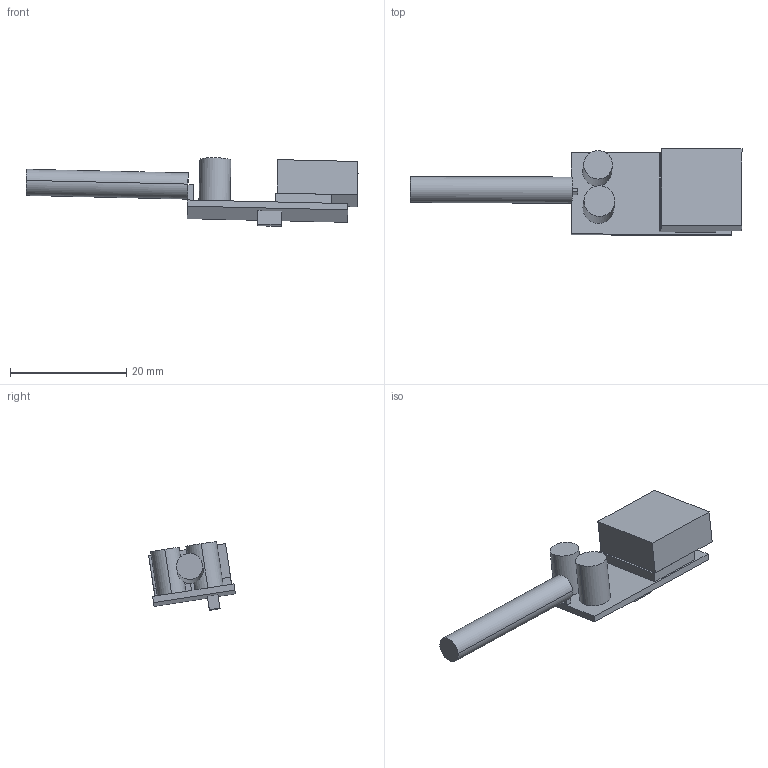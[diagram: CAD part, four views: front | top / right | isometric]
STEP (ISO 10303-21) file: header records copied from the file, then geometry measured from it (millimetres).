
FILE_DESCRIPTION(('CATIA V5 STEP Exchange'),'2;1');
FILE_NAME('pcb.stp','2014-07-14T13:53:05+00:00',('none'),('none'),'CATIA Version 5 Release 19 SP 2 (IN-10)','CATIA V5 STEP AP203','none');
FILE_SCHEMA(('CONFIG_CONTROL_DESIGN'));
Length unit declared in the file: millimetre
Products named in the file (1): Product2
Assembly tree (1 placements, depth 2):
  Product2
    #56
Bounding box: 57.13 x 14.93 x 11.82 mm (x, y, z)
Volume: 2494.1 mm3; surface area: 2093.2 mm2
Topology: 1 solids, 1 shells, 35 faces, 84 edges, 55 vertices
Faces by surface type: plane 29, cylinder 6
Entity records: 1052 total; most frequent: CARTESIAN_POINT 186, ORIENTED_EDGE 168, DIRECTION 150, EDGE_CURVE 84, VECTOR 70, LINE 70, VERTEX_POINT 55, AXIS2_PLACEMENT_3D 46
